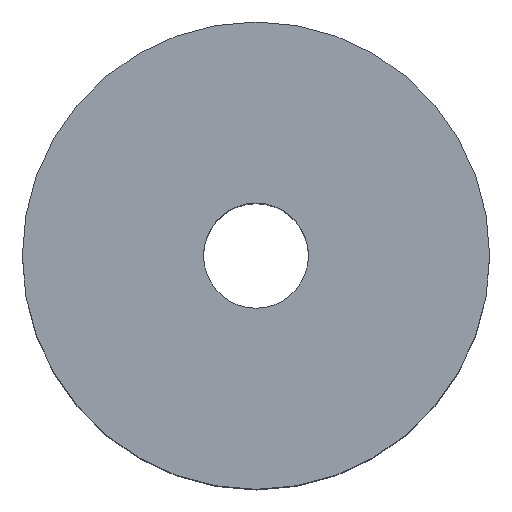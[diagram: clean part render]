
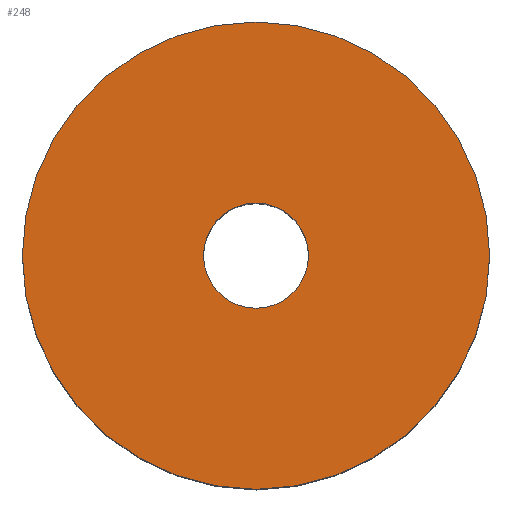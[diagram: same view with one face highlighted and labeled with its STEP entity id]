
A CAD part, top view. The second image highlights one B-rep face of the part: STEP entity #248.
In plain terms, the highlighted planar face has unit normal (0, 0, 1).
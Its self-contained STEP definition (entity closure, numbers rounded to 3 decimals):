
#6 = EDGE_CURVE ( 'NONE', #70, #42, #243, .T. ) ;
#15 = PLANE ( 'NONE',  #38 ) ;
#32 = CIRCLE ( 'NONE', #362, 4. ) ;
#35 = ORIENTED_EDGE ( 'NONE', *, *, #333, .T. ) ;
#37 = ORIENTED_EDGE ( 'NONE', *, *, #75, .T. ) ;
#38 = AXIS2_PLACEMENT_3D ( 'NONE', #232, #98, #262 ) ;
#42 = VERTEX_POINT ( 'NONE', #367 ) ;
#51 = DIRECTION ( 'NONE',  ( 1., 0., 0. ) ) ;
#66 = VERTEX_POINT ( 'NONE', #303 ) ;
#70 = VERTEX_POINT ( 'NONE', #231 ) ;
#74 = DIRECTION ( 'NONE',  ( -1., 0., 0. ) ) ;
#75 = EDGE_CURVE ( 'NONE', #42, #70, #326, .T. ) ;
#91 = AXIS2_PLACEMENT_3D ( 'NONE', #261, #392, #51 ) ;
#98 = DIRECTION ( 'NONE',  ( 0., 0., 1. ) ) ;
#102 = EDGE_CURVE ( 'NONE', #66, #380, #32, .T. ) ;
#111 = AXIS2_PLACEMENT_3D ( 'NONE', #239, #236, #363 ) ;
#126 = ORIENTED_EDGE ( 'NONE', *, *, #102, .T. ) ;
#131 = FACE_BOUND ( 'NONE', #319, .T. ) ;
#134 = CARTESIAN_POINT ( 'NONE',  ( 0., 0., 28. ) ) ;
#210 = CARTESIAN_POINT ( 'NONE',  ( 0., 0., 28. ) ) ;
#231 = CARTESIAN_POINT ( 'NONE',  ( -17.8, 0., 28. ) ) ;
#232 = CARTESIAN_POINT ( 'NONE',  ( 0., 0., 28. ) ) ;
#234 = DIRECTION ( 'NONE',  ( 0., 0., -1. ) ) ;
#236 = DIRECTION ( 'NONE',  ( 0., 0., 1. ) ) ;
#239 = CARTESIAN_POINT ( 'NONE',  ( 0., 0., 28. ) ) ;
#243 = CIRCLE ( 'NONE', #111, 17.8 ) ;
#248 = ADVANCED_FACE ( 'NONE', ( #131, #328 ), #15, .T. ) ;
#261 = CARTESIAN_POINT ( 'NONE',  ( 0., 0., 28. ) ) ;
#262 = DIRECTION ( 'NONE',  ( 1., 0., 0. ) ) ;
#266 = DIRECTION ( 'NONE',  ( -1., 0., 0. ) ) ;
#269 = AXIS2_PLACEMENT_3D ( 'NONE', #210, #234, #266 ) ;
#282 = EDGE_LOOP ( 'NONE', ( #291, #37 ) ) ;
#291 = ORIENTED_EDGE ( 'NONE', *, *, #6, .T. ) ;
#303 = CARTESIAN_POINT ( 'NONE',  ( 4., 0., 28. ) ) ;
#319 = EDGE_LOOP ( 'NONE', ( #35, #126 ) ) ;
#326 = CIRCLE ( 'NONE', #91, 17.8 ) ;
#328 = FACE_OUTER_BOUND ( 'NONE', #282, .T. ) ;
#331 = CARTESIAN_POINT ( 'NONE',  ( -4., 0., 28. ) ) ;
#333 = EDGE_CURVE ( 'NONE', #380, #66, #397, .T. ) ;
#360 = DIRECTION ( 'NONE',  ( 0., 0., -1. ) ) ;
#362 = AXIS2_PLACEMENT_3D ( 'NONE', #134, #360, #74 ) ;
#363 = DIRECTION ( 'NONE',  ( 1., 0., 0. ) ) ;
#367 = CARTESIAN_POINT ( 'NONE',  ( 17.8, 0., 28. ) ) ;
#380 = VERTEX_POINT ( 'NONE', #331 ) ;
#392 = DIRECTION ( 'NONE',  ( 0., 0., 1. ) ) ;
#397 = CIRCLE ( 'NONE', #269, 4. ) ;
